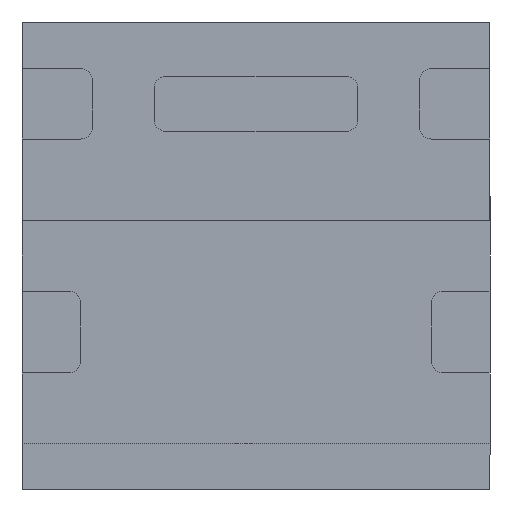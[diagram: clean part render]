
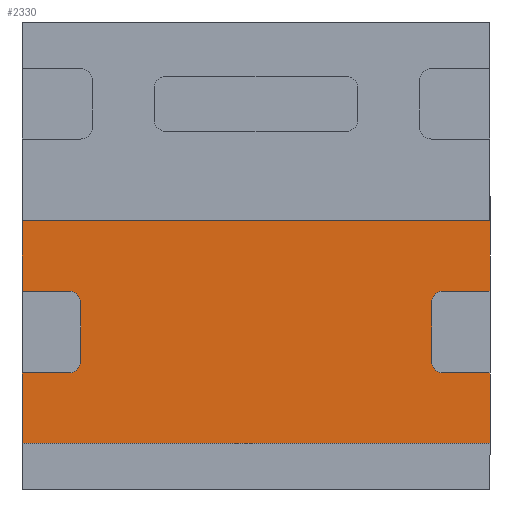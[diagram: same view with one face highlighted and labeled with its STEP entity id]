
A CAD part, front view. The second image highlights one B-rep face of the part: STEP entity #2330.
In plain terms, the highlighted planar face has unit normal (0, -1, 0).
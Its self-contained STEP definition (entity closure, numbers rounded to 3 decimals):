
#12 = EDGE_CURVE ( 'NONE', #431, #545, #3158, .T. ) ;
#70 = VECTOR ( 'NONE', #258, 1000. ) ;
#81 = CARTESIAN_POINT ( 'NONE',  ( 1., 0., 0.15 ) ) ;
#90 = DIRECTION ( 'NONE',  ( 0., 0., 1. ) ) ;
#135 = DIRECTION ( 'NONE',  ( 0., 0., 1. ) ) ;
#144 = DIRECTION ( 'NONE',  ( 0., 1., 0. ) ) ;
#149 = DIRECTION ( 'NONE',  ( 0., 0., 1. ) ) ;
#155 = DIRECTION ( 'NONE',  ( 0., 0., 1. ) ) ;
#164 = CARTESIAN_POINT ( 'NONE',  ( -1., 0., 0.15 ) ) ;
#171 = LINE ( 'NONE', #915, #2511 ) ;
#176 = CARTESIAN_POINT ( 'NONE',  ( -0.75, 0., -0.2 ) ) ;
#185 = VERTEX_POINT ( 'NONE', #81 ) ;
#227 = CARTESIAN_POINT ( 'NONE',  ( -1., 0., -0.8 ) ) ;
#258 = DIRECTION ( 'NONE',  ( 0., 0., -1. ) ) ;
#287 = VECTOR ( 'NONE', #656, 1000. ) ;
#304 = CARTESIAN_POINT ( 'NONE',  ( 0.8, 0., -0.15 ) ) ;
#324 = LINE ( 'NONE', #1691, #2541 ) ;
#351 = CARTESIAN_POINT ( 'NONE',  ( 1., 0., 0.15 ) ) ;
#360 = VERTEX_POINT ( 'NONE', #227 ) ;
#365 = VERTEX_POINT ( 'NONE', #485 ) ;
#397 = VECTOR ( 'NONE', #2372, 1000. ) ;
#406 = VERTEX_POINT ( 'NONE', #176 ) ;
#431 = VERTEX_POINT ( 'NONE', #2068 ) ;
#439 = DIRECTION ( 'NONE',  ( 0., 0., -1. ) ) ;
#449 = VERTEX_POINT ( 'NONE', #2840 ) ;
#485 = CARTESIAN_POINT ( 'NONE',  ( 0.75, 0., -0.2 ) ) ;
#512 = LINE ( 'NONE', #2610, #70 ) ;
#533 = ORIENTED_EDGE ( 'NONE', *, *, #1272, .F. ) ;
#545 = VERTEX_POINT ( 'NONE', #304 ) ;
#555 = LINE ( 'NONE', #621, #397 ) ;
#582 = VECTOR ( 'NONE', #2786, 1000. ) ;
#601 = EDGE_CURVE ( 'NONE', #960, #906, #1608, .T. ) ;
#621 = CARTESIAN_POINT ( 'NONE',  ( -0.8, 0., -0.15 ) ) ;
#656 = DIRECTION ( 'NONE',  ( 0., 0., 1. ) ) ;
#663 = CARTESIAN_POINT ( 'NONE',  ( -0.8, 0., -0.5 ) ) ;
#671 = VECTOR ( 'NONE', #1950, 1000. ) ;
#693 = VERTEX_POINT ( 'NONE', #1372 ) ;
#727 = ORIENTED_EDGE ( 'NONE', *, *, #809, .F. ) ;
#732 = CIRCLE ( 'NONE', #2480, 0.05 ) ;
#799 = CARTESIAN_POINT ( 'NONE',  ( 0.8, 0., -0.15 ) ) ;
#804 = VERTEX_POINT ( 'NONE', #2313 ) ;
#809 = EDGE_CURVE ( 'NONE', #956, #960, #1773, .T. ) ;
#813 = DIRECTION ( 'NONE',  ( 1., 0., 0. ) ) ;
#899 = LINE ( 'NONE', #2204, #582 ) ;
#906 = VERTEX_POINT ( 'NONE', #1788 ) ;
#915 = CARTESIAN_POINT ( 'NONE',  ( -1., 0., -0.8 ) ) ;
#928 = VERTEX_POINT ( 'NONE', #2653 ) ;
#956 = VERTEX_POINT ( 'NONE', #2620 ) ;
#960 = VERTEX_POINT ( 'NONE', #3377 ) ;
#986 = ORIENTED_EDGE ( 'NONE', *, *, #1164, .F. ) ;
#989 = ORIENTED_EDGE ( 'NONE', *, *, #3106, .F. ) ;
#1047 = AXIS2_PLACEMENT_3D ( 'NONE', #3057, #1727, #2507 ) ;
#1164 = EDGE_CURVE ( 'NONE', #2948, #185, #3249, .T. ) ;
#1179 = ORIENTED_EDGE ( 'NONE', *, *, #1864, .F. ) ;
#1206 = DIRECTION ( 'NONE',  ( 0., 0., 1. ) ) ;
#1225 = EDGE_CURVE ( 'NONE', #693, #2948, #1984, .T. ) ;
#1272 = EDGE_CURVE ( 'NONE', #545, #365, #732, .T. ) ;
#1338 = CARTESIAN_POINT ( 'NONE',  ( 0.8, 0., -0.5 ) ) ;
#1372 = CARTESIAN_POINT ( 'NONE',  ( -1., 0., -0.15 ) ) ;
#1400 = CARTESIAN_POINT ( 'NONE',  ( -0.75, 0., -0.45 ) ) ;
#1439 = FACE_OUTER_BOUND ( 'NONE', #1963, .T. ) ;
#1461 = CIRCLE ( 'NONE', #1844, 0.05 ) ;
#1464 = DIRECTION ( 'NONE',  ( 0., -1., 0. ) ) ;
#1485 = DIRECTION ( 'NONE',  ( 0., 0., 1. ) ) ;
#1546 = CARTESIAN_POINT ( 'NONE',  ( -0.8, 0., -0.5 ) ) ;
#1608 = LINE ( 'NONE', #1338, #2757 ) ;
#1613 = AXIS2_PLACEMENT_3D ( 'NONE', #2257, #3266, #135 ) ;
#1617 = ORIENTED_EDGE ( 'NONE', *, *, #1225, .F. ) ;
#1691 = CARTESIAN_POINT ( 'NONE',  ( 0.75, 0., -0.45 ) ) ;
#1711 = DIRECTION ( 'NONE',  ( 0., 0., -1. ) ) ;
#1727 = DIRECTION ( 'NONE',  ( 0., -1., 0. ) ) ;
#1773 = CIRCLE ( 'NONE', #1047, 0.05 ) ;
#1788 = CARTESIAN_POINT ( 'NONE',  ( 1., 0., -0.5 ) ) ;
#1801 = ORIENTED_EDGE ( 'NONE', *, *, #2598, .F. ) ;
#1805 = EDGE_CURVE ( 'NONE', #906, #2740, #2003, .T. ) ;
#1844 = AXIS2_PLACEMENT_3D ( 'NONE', #1988, #2505, #155 ) ;
#1848 = DIRECTION ( 'NONE',  ( -1., 0., 0. ) ) ;
#1864 = EDGE_CURVE ( 'NONE', #2696, #804, #2881, .T. ) ;
#1891 = VECTOR ( 'NONE', #813, 1000. ) ;
#1931 = ORIENTED_EDGE ( 'NONE', *, *, #3262, .F. ) ;
#1950 = DIRECTION ( 'NONE',  ( 1., 0., 0. ) ) ;
#1963 = EDGE_LOOP ( 'NONE', ( #989, #3163, #3083, #1179, #2477, #2402, #1931, #2967, #2106, #727, #2747, #533, #3208, #1801, #986, #1617 ) ) ;
#1984 = LINE ( 'NONE', #3071, #287 ) ;
#1988 = CARTESIAN_POINT ( 'NONE',  ( -0.8, 0., -0.2 ) ) ;
#2003 = LINE ( 'NONE', #2517, #2403 ) ;
#2041 = CARTESIAN_POINT ( 'NONE',  ( 1., 0., -0.8 ) ) ;
#2068 = CARTESIAN_POINT ( 'NONE',  ( 1., 0., -0.15 ) ) ;
#2077 = DIRECTION ( 'NONE',  ( 1., 0., 0. ) ) ;
#2106 = ORIENTED_EDGE ( 'NONE', *, *, #601, .F. ) ;
#2145 = VECTOR ( 'NONE', #149, 1000. ) ;
#2150 = EDGE_CURVE ( 'NONE', #928, #2696, #3130, .T. ) ;
#2204 = CARTESIAN_POINT ( 'NONE',  ( 1., 0., -0.8 ) ) ;
#2206 = VECTOR ( 'NONE', #1848, 1000. ) ;
#2236 = LINE ( 'NONE', #1400, #2145 ) ;
#2257 = CARTESIAN_POINT ( 'NONE',  ( -0.8, 0., -0.45 ) ) ;
#2313 = CARTESIAN_POINT ( 'NONE',  ( -0.75, 0., -0.45 ) ) ;
#2330 = ADVANCED_FACE ( 'NONE', ( #1439 ), #2429, .F. ) ;
#2372 = DIRECTION ( 'NONE',  ( -1., 0., 0. ) ) ;
#2402 = ORIENTED_EDGE ( 'NONE', *, *, #3336, .F. ) ;
#2403 = VECTOR ( 'NONE', #439, 1000. ) ;
#2429 = PLANE ( 'NONE',  #2784 ) ;
#2477 = ORIENTED_EDGE ( 'NONE', *, *, #2150, .F. ) ;
#2480 = AXIS2_PLACEMENT_3D ( 'NONE', #2554, #1464, #1485 ) ;
#2489 = CARTESIAN_POINT ( 'NONE',  ( 0., 0., 0. ) ) ;
#2505 = DIRECTION ( 'NONE',  ( 0., -1., 0. ) ) ;
#2507 = DIRECTION ( 'NONE',  ( 0., 0., 1. ) ) ;
#2511 = VECTOR ( 'NONE', #1206, 1000. ) ;
#2517 = CARTESIAN_POINT ( 'NONE',  ( 1., 0., -0.8 ) ) ;
#2541 = VECTOR ( 'NONE', #1711, 1000. ) ;
#2554 = CARTESIAN_POINT ( 'NONE',  ( 0.8, 0., -0.2 ) ) ;
#2598 = EDGE_CURVE ( 'NONE', #185, #431, #512, .T. ) ;
#2610 = CARTESIAN_POINT ( 'NONE',  ( 1., 0., -0.15 ) ) ;
#2620 = CARTESIAN_POINT ( 'NONE',  ( 0.75, 0., -0.45 ) ) ;
#2653 = CARTESIAN_POINT ( 'NONE',  ( -1., 0., -0.5 ) ) ;
#2658 = EDGE_CURVE ( 'NONE', #365, #956, #324, .T. ) ;
#2696 = VERTEX_POINT ( 'NONE', #663 ) ;
#2740 = VERTEX_POINT ( 'NONE', #2041 ) ;
#2747 = ORIENTED_EDGE ( 'NONE', *, *, #2658, .F. ) ;
#2757 = VECTOR ( 'NONE', #2077, 1000. ) ;
#2784 = AXIS2_PLACEMENT_3D ( 'NONE', #2489, #144, #90 ) ;
#2786 = DIRECTION ( 'NONE',  ( -1., 0., 0. ) ) ;
#2840 = CARTESIAN_POINT ( 'NONE',  ( -0.8, 0., -0.15 ) ) ;
#2881 = CIRCLE ( 'NONE', #1613, 0.05 ) ;
#2946 = EDGE_CURVE ( 'NONE', #804, #406, #2236, .T. ) ;
#2948 = VERTEX_POINT ( 'NONE', #164 ) ;
#2967 = ORIENTED_EDGE ( 'NONE', *, *, #1805, .F. ) ;
#3057 = CARTESIAN_POINT ( 'NONE',  ( 0.8, 0., -0.45 ) ) ;
#3071 = CARTESIAN_POINT ( 'NONE',  ( -1., 0., -0.15 ) ) ;
#3083 = ORIENTED_EDGE ( 'NONE', *, *, #2946, .F. ) ;
#3106 = EDGE_CURVE ( 'NONE', #449, #693, #555, .T. ) ;
#3130 = LINE ( 'NONE', #1546, #1891 ) ;
#3158 = LINE ( 'NONE', #799, #2206 ) ;
#3163 = ORIENTED_EDGE ( 'NONE', *, *, #3371, .F. ) ;
#3208 = ORIENTED_EDGE ( 'NONE', *, *, #12, .F. ) ;
#3249 = LINE ( 'NONE', #351, #671 ) ;
#3262 = EDGE_CURVE ( 'NONE', #2740, #360, #899, .T. ) ;
#3266 = DIRECTION ( 'NONE',  ( 0., -1., 0. ) ) ;
#3336 = EDGE_CURVE ( 'NONE', #360, #928, #171, .T. ) ;
#3371 = EDGE_CURVE ( 'NONE', #406, #449, #1461, .T. ) ;
#3377 = CARTESIAN_POINT ( 'NONE',  ( 0.8, 0., -0.5 ) ) ;
